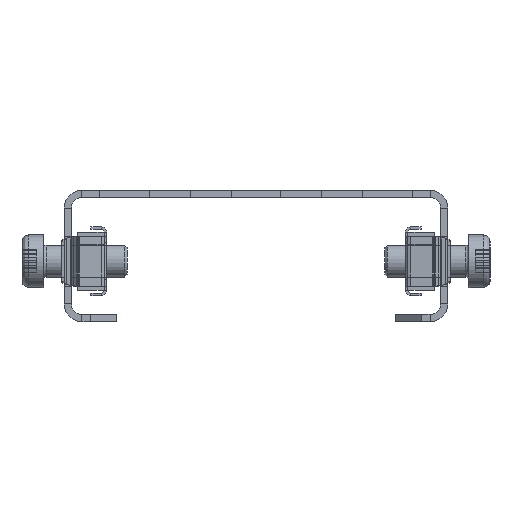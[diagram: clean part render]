
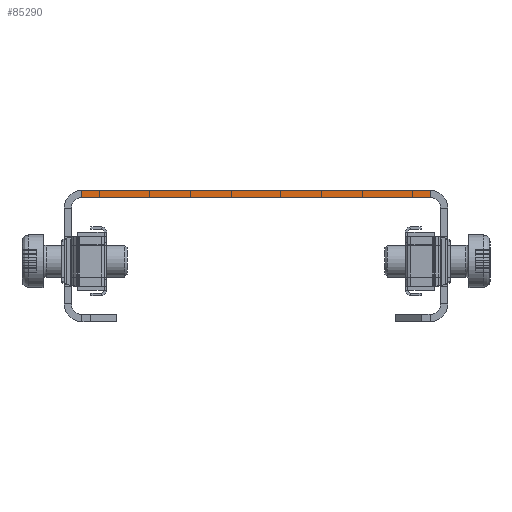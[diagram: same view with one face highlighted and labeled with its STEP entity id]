
A CAD part, left-side view. The second image highlights one B-rep face of the part: STEP entity #85290.
In plain terms, the highlighted planar face has unit normal (-1, 0, 0).
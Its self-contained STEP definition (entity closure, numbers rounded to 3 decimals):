
#5747 = LINE ( 'NONE', #86828, #83486 ) ;
#5788 = VECTOR ( 'NONE', #23502, 1000. ) ;
#11857 = ORIENTED_EDGE ( 'NONE', *, *, #27471, .F. ) ;
#15416 = CARTESIAN_POINT ( 'NONE',  ( -945.5, 36.5, 11.1 ) ) ;
#19930 = LINE ( 'NONE', #87132, #39633 ) ;
#22686 = EDGE_CURVE ( 'NONE', #90831, #102225, #105259, .T. ) ;
#23502 = DIRECTION ( 'NONE',  ( 0., 1., 0. ) ) ;
#24786 = DIRECTION ( 'NONE',  ( 0., 0., 1. ) ) ;
#27471 = EDGE_CURVE ( 'NONE', #90831, #74568, #95390, .T. ) ;
#34331 = CARTESIAN_POINT ( 'NONE',  ( -945.5, -33.1, 11.1 ) ) ;
#36838 = CARTESIAN_POINT ( 'NONE',  ( -945.5, -33.1, 12.5 ) ) ;
#38923 = CARTESIAN_POINT ( 'NONE',  ( -945.5, 35.1, 9.1 ) ) ;
#39633 = VECTOR ( 'NONE', #94929, 1000. ) ;
#43663 = EDGE_LOOP ( 'NONE', ( #50973, #49034, #11857, #70403 ) ) ;
#45991 = FACE_OUTER_BOUND ( 'NONE', #43663, .T. ) ;
#47779 = DIRECTION ( 'NONE',  ( 0., 0., 1. ) ) ;
#49034 = ORIENTED_EDGE ( 'NONE', *, *, #102804, .T. ) ;
#50973 = ORIENTED_EDGE ( 'NONE', *, *, #64873, .T. ) ;
#57907 = CARTESIAN_POINT ( 'NONE',  ( -945.5, 33.1, 11.1 ) ) ;
#64294 = DIRECTION ( 'NONE',  ( -1., 0., 0. ) ) ;
#64873 = EDGE_CURVE ( 'NONE', #102225, #87073, #5747, .T. ) ;
#67346 = CARTESIAN_POINT ( 'NONE',  ( -945.5, -33.1, 11.1 ) ) ;
#68344 = VECTOR ( 'NONE', #24786, 1000. ) ;
#70403 = ORIENTED_EDGE ( 'NONE', *, *, #22686, .T. ) ;
#74568 = VERTEX_POINT ( 'NONE', #57907 ) ;
#76920 = DIRECTION ( 'NONE',  ( 0., 1., 0. ) ) ;
#81632 = PLANE ( 'NONE',  #103881 ) ;
#83486 = VECTOR ( 'NONE', #76920, 1000. ) ;
#85290 = ADVANCED_FACE ( 'NONE', ( #45991 ), #81632, .T. ) ;
#86828 = CARTESIAN_POINT ( 'NONE',  ( -945.5, 36.5, 12.5 ) ) ;
#87073 = VERTEX_POINT ( 'NONE', #105855 ) ;
#87132 = CARTESIAN_POINT ( 'NONE',  ( -945.5, 33.1, 12.5 ) ) ;
#90831 = VERTEX_POINT ( 'NONE', #67346 ) ;
#94929 = DIRECTION ( 'NONE',  ( 0., 0., -1. ) ) ;
#95390 = LINE ( 'NONE', #15416, #5788 ) ;
#102225 = VERTEX_POINT ( 'NONE', #36838 ) ;
#102804 = EDGE_CURVE ( 'NONE', #87073, #74568, #19930, .T. ) ;
#103881 = AXIS2_PLACEMENT_3D ( 'NONE', #38923, #64294, #47779 ) ;
#105259 = LINE ( 'NONE', #34331, #68344 ) ;
#105855 = CARTESIAN_POINT ( 'NONE',  ( -945.5, 33.1, 12.5 ) ) ;
